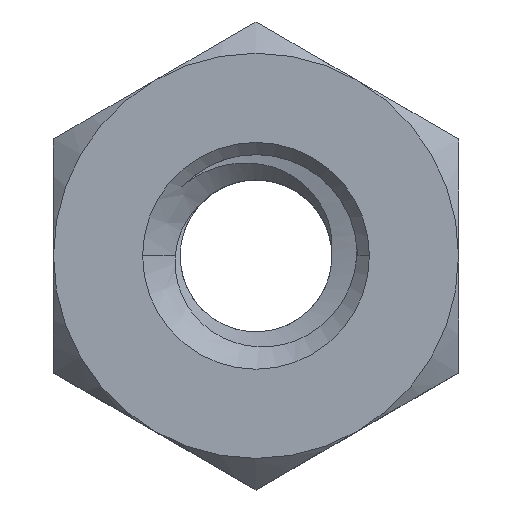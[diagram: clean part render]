
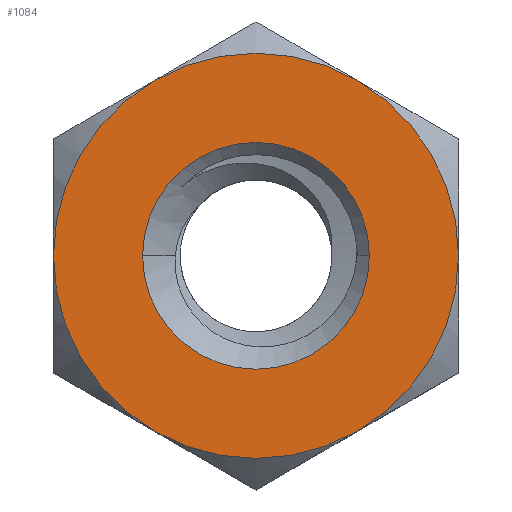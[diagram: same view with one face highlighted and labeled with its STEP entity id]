
A CAD part, top view. The second image highlights one B-rep face of the part: STEP entity #1084.
In plain terms, the highlighted planar face has unit normal (0, 0, 1).
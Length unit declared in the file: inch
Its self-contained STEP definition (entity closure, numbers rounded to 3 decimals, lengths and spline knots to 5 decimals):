
#167 = PLANE ( 'NONE',  #500 ) ;
#500 = AXIS2_PLACEMENT_3D ( 'NONE', #1125, #1136, #1139 ) ;
#582 = AXIS2_PLACEMENT_3D ( 'NONE', #937, #911, #906 ) ;
#596 = AXIS2_PLACEMENT_3D ( 'NONE', #718, #723, #725 ) ;
#634 = AXIS2_PLACEMENT_3D ( 'NONE', #1285, #1288, #715 ) ;
#635 = AXIS2_PLACEMENT_3D ( 'NONE', #1279, #1282, #1281 ) ;
#636 = AXIS2_PLACEMENT_3D ( 'NONE', #716, #726, #712 ) ;
#650 = CARTESIAN_POINT ( 'NONE',  ( -0.25, 0., 0.11719 ) ) ;
#654 = CARTESIAN_POINT ( 'NONE',  ( -0.125, 0.21651, 0.11719 ) ) ;
#681 = CARTESIAN_POINT ( 'NONE',  ( 0.14, 0., 0.11719 ) ) ;
#693 = CARTESIAN_POINT ( 'NONE',  ( 0., 0., 0.11719 ) ) ;
#703 = DIRECTION ( 'NONE',  ( 0., 0., 1. ) ) ;
#704 = DIRECTION ( 'NONE',  ( 1., 0., 0. ) ) ;
#709 = DIRECTION ( 'NONE',  ( 0., 0., 1. ) ) ;
#710 = DIRECTION ( 'NONE',  ( 1., 0., 0. ) ) ;
#711 = CARTESIAN_POINT ( 'NONE',  ( 0., 0., 0.11719 ) ) ;
#712 = DIRECTION ( 'NONE',  ( 1., 0., 0. ) ) ;
#715 = DIRECTION ( 'NONE',  ( 1., 0., 0. ) ) ;
#716 = CARTESIAN_POINT ( 'NONE',  ( 0., 0., 0.11719 ) ) ;
#718 = CARTESIAN_POINT ( 'NONE',  ( 0., 0., 0.11719 ) ) ;
#720 = DIRECTION ( 'NONE',  ( 1., 0., 0. ) ) ;
#723 = DIRECTION ( 'NONE',  ( 0., 0., 1. ) ) ;
#725 = DIRECTION ( 'NONE',  ( 1., 0., 0. ) ) ;
#726 = DIRECTION ( 'NONE',  ( 0., 0., 1. ) ) ;
#728 = DIRECTION ( 'NONE',  ( 0., 0., 1. ) ) ;
#812 = EDGE_CURVE ( 'NONE', #1910, #1934, #1663, .T. ) ;
#825 = EDGE_CURVE ( 'NONE', #1934, #1910, #1791, .T. ) ;
#826 = EDGE_CURVE ( 'NONE', #1887, #1947, #1811, .T. ) ;
#827 = EDGE_CURVE ( 'NONE', #1962, #1941, #1567, .T. ) ;
#828 = EDGE_CURVE ( 'NONE', #1954, #1962, #1564, .T. ) ;
#829 = EDGE_CURVE ( 'NONE', #1947, #1940, #1679, .T. ) ;
#830 = EDGE_CURVE ( 'NONE', #1940, #1954, #1547, .T. ) ;
#839 = EDGE_CURVE ( 'NONE', #1941, #1887, #1792, .T. ) ;
#850 = AXIS2_PLACEMENT_3D ( 'NONE', #1303, #728, #720 ) ;
#852 = AXIS2_PLACEMENT_3D ( 'NONE', #711, #709, #710 ) ;
#853 = AXIS2_PLACEMENT_3D ( 'NONE', #693, #703, #704 ) ;
#906 = DIRECTION ( 'NONE',  ( 1., 0., 0. ) ) ;
#911 = DIRECTION ( 'NONE',  ( 0., 0., 1. ) ) ;
#937 = CARTESIAN_POINT ( 'NONE',  ( 0., 0., 0.11719 ) ) ;
#1084 = ADVANCED_FACE ( 'NONE', ( #1116, #1115 ), #167, .T. ) ;
#1115 = FACE_OUTER_BOUND ( 'NONE', #1529, .T. ) ;
#1116 = FACE_BOUND ( 'NONE', #1689, .T. ) ;
#1125 = CARTESIAN_POINT ( 'NONE',  ( 0., -0.28868, 0.11719 ) ) ;
#1136 = DIRECTION ( 'NONE',  ( 0., 0., 1. ) ) ;
#1139 = DIRECTION ( 'NONE',  ( 1., 0., 0. ) ) ;
#1279 = CARTESIAN_POINT ( 'NONE',  ( 0., 0., 0.11719 ) ) ;
#1281 = DIRECTION ( 'NONE',  ( 1., 0., 0. ) ) ;
#1282 = DIRECTION ( 'NONE',  ( 0., 0., 1. ) ) ;
#1285 = CARTESIAN_POINT ( 'NONE',  ( 0., 0., 0.11719 ) ) ;
#1288 = DIRECTION ( 'NONE',  ( 0., 0., 1. ) ) ;
#1303 = CARTESIAN_POINT ( 'NONE',  ( 0., 0., 0.11719 ) ) ;
#1512 = ORIENTED_EDGE ( 'NONE', *, *, #827, .T. ) ;
#1529 = EDGE_LOOP ( 'NONE', ( #1552, #1538, #1540, #1539, #1512, #1560 ) ) ;
#1538 = ORIENTED_EDGE ( 'NONE', *, *, #829, .T. ) ;
#1539 = ORIENTED_EDGE ( 'NONE', *, *, #828, .T. ) ;
#1540 = ORIENTED_EDGE ( 'NONE', *, *, #830, .T. ) ;
#1547 = CIRCLE ( 'NONE', #596, 0.25 ) ;
#1552 = ORIENTED_EDGE ( 'NONE', *, *, #826, .T. ) ;
#1560 = ORIENTED_EDGE ( 'NONE', *, *, #839, .T. ) ;
#1564 = CIRCLE ( 'NONE', #850, 0.25 ) ;
#1565 = ORIENTED_EDGE ( 'NONE', *, *, #825, .F. ) ;
#1567 = CIRCLE ( 'NONE', #636, 0.25 ) ;
#1663 = CIRCLE ( 'NONE', #582, 0.14 ) ;
#1679 = CIRCLE ( 'NONE', #852, 0.25 ) ;
#1689 = EDGE_LOOP ( 'NONE', ( #1565, #1731 ) ) ;
#1731 = ORIENTED_EDGE ( 'NONE', *, *, #812, .F. ) ;
#1791 = CIRCLE ( 'NONE', #635, 0.14 ) ;
#1792 = CIRCLE ( 'NONE', #853, 0.25 ) ;
#1811 = CIRCLE ( 'NONE', #634, 0.25 ) ;
#1819 = CARTESIAN_POINT ( 'NONE',  ( -0.14, 0., 0.11719 ) ) ;
#1835 = CARTESIAN_POINT ( 'NONE',  ( 0.125, -0.21651, 0.11719 ) ) ;
#1842 = CARTESIAN_POINT ( 'NONE',  ( 0.25, 0., 0.11719 ) ) ;
#1847 = CARTESIAN_POINT ( 'NONE',  ( 0.125, 0.21651, 0.11719 ) ) ;
#1849 = CARTESIAN_POINT ( 'NONE',  ( -0.125, -0.21651, 0.11719 ) ) ;
#1887 = VERTEX_POINT ( 'NONE', #1835 ) ;
#1910 = VERTEX_POINT ( 'NONE', #1819 ) ;
#1934 = VERTEX_POINT ( 'NONE', #681 ) ;
#1940 = VERTEX_POINT ( 'NONE', #1847 ) ;
#1941 = VERTEX_POINT ( 'NONE', #1849 ) ;
#1947 = VERTEX_POINT ( 'NONE', #1842 ) ;
#1954 = VERTEX_POINT ( 'NONE', #654 ) ;
#1962 = VERTEX_POINT ( 'NONE', #650 ) ;
